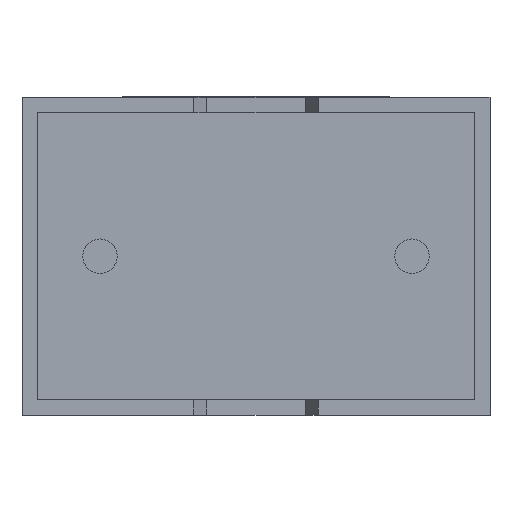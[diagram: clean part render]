
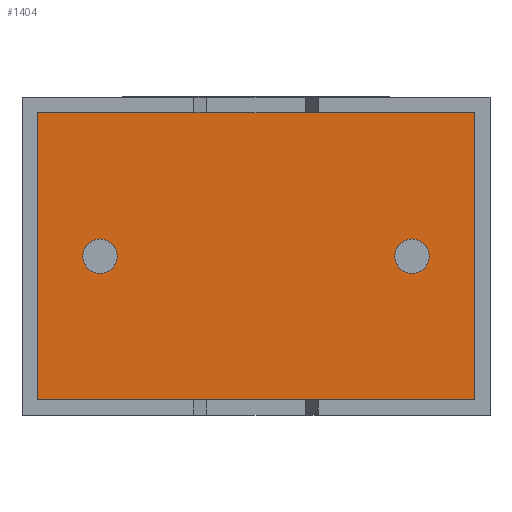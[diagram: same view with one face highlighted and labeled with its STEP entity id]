
A CAD part, front view. The second image highlights one B-rep face of the part: STEP entity #1404.
In plain terms, the highlighted planar face has unit normal (0, -1, 0).
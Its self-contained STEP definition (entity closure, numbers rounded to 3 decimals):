
#22 = EDGE_CURVE ( 'NONE', #555, #30, #1409, .T. ) ;
#27 = FACE_OUTER_BOUND ( 'NONE', #2420, .T. ) ;
#30 = VERTEX_POINT ( 'NONE', #2917 ) ;
#84 = EDGE_CURVE ( 'NONE', #30, #555, #2299, .T. ) ;
#107 = DIRECTION ( 'NONE',  ( 0., -1., 0. ) ) ;
#113 = DIRECTION ( 'NONE',  ( 0., 0., 1. ) ) ;
#207 = LINE ( 'NONE', #2258, #1221 ) ;
#498 = EDGE_CURVE ( 'NONE', #1272, #2312, #1850, .T. ) ;
#555 = VERTEX_POINT ( 'NONE', #2642 ) ;
#654 = DIRECTION ( 'NONE',  ( 0., -1., 0. ) ) ;
#695 = DIRECTION ( 'NONE',  ( 1., 0., 0. ) ) ;
#713 = AXIS2_PLACEMENT_3D ( 'NONE', #2028, #654, #2771 ) ;
#719 = DIRECTION ( 'NONE',  ( 0., 0., -1. ) ) ;
#775 = CARTESIAN_POINT ( 'NONE',  ( 0., 0.75, 0. ) ) ;
#820 = AXIS2_PLACEMENT_3D ( 'NONE', #1145, #2094, #719 ) ;
#838 = DIRECTION ( 'NONE',  ( 0., 0., -1. ) ) ;
#872 = CARTESIAN_POINT ( 'NONE',  ( 7.25, 0.75, 0.25 ) ) ;
#895 = CARTESIAN_POINT ( 'NONE',  ( 0.25, 0.75, 0.25 ) ) ;
#1015 = ORIENTED_EDGE ( 'NONE', *, *, #1335, .F. ) ;
#1051 = VERTEX_POINT ( 'NONE', #895 ) ;
#1054 = VECTOR ( 'NONE', #113, 1000. ) ;
#1067 = LINE ( 'NONE', #1659, #1416 ) ;
#1071 = CARTESIAN_POINT ( 'NONE',  ( 0.25, 0.75, 4.85 ) ) ;
#1137 = EDGE_CURVE ( 'NONE', #1051, #3036, #1067, .T. ) ;
#1145 = CARTESIAN_POINT ( 'NONE',  ( 1.25, 0.75, 2.55 ) ) ;
#1164 = CARTESIAN_POINT ( 'NONE',  ( 1.25, 0.75, 2.275 ) ) ;
#1219 = AXIS2_PLACEMENT_3D ( 'NONE', #2012, #2963, #838 ) ;
#1221 = VECTOR ( 'NONE', #1282, 1000. ) ;
#1272 = VERTEX_POINT ( 'NONE', #1164 ) ;
#1282 = DIRECTION ( 'NONE',  ( -1., 0., 0. ) ) ;
#1283 = CARTESIAN_POINT ( 'NONE',  ( 7.25, 0.75, 0.25 ) ) ;
#1321 = AXIS2_PLACEMENT_3D ( 'NONE', #775, #1708, #2666 ) ;
#1327 = LINE ( 'NONE', #1283, #1054 ) ;
#1335 = EDGE_CURVE ( 'NONE', #2312, #1272, #1758, .T. ) ;
#1404 = ADVANCED_FACE ( 'NONE', ( #2135, #27, #1442 ), #2895, .T. ) ;
#1408 = ORIENTED_EDGE ( 'NONE', *, *, #2819, .T. ) ;
#1409 = CIRCLE ( 'NONE', #2152, 0.275 ) ;
#1416 = VECTOR ( 'NONE', #695, 1000. ) ;
#1426 = ORIENTED_EDGE ( 'NONE', *, *, #84, .F. ) ;
#1442 = FACE_BOUND ( 'NONE', #1602, .T. ) ;
#1507 = EDGE_CURVE ( 'NONE', #2995, #1690, #207, .T. ) ;
#1602 = EDGE_LOOP ( 'NONE', ( #1015, #1694 ) ) ;
#1631 = VECTOR ( 'NONE', #2022, 1000. ) ;
#1659 = CARTESIAN_POINT ( 'NONE',  ( 0.25, 0.75, 0.25 ) ) ;
#1690 = VERTEX_POINT ( 'NONE', #2705 ) ;
#1694 = ORIENTED_EDGE ( 'NONE', *, *, #498, .F. ) ;
#1708 = DIRECTION ( 'NONE',  ( 0., -1., 0. ) ) ;
#1732 = LINE ( 'NONE', #1071, #1631 ) ;
#1758 = CIRCLE ( 'NONE', #1219, 0.275 ) ;
#1850 = CIRCLE ( 'NONE', #820, 0.275 ) ;
#1966 = DIRECTION ( 'NONE',  ( 0., 0., -1. ) ) ;
#2012 = CARTESIAN_POINT ( 'NONE',  ( 1.25, 0.75, 2.55 ) ) ;
#2022 = DIRECTION ( 'NONE',  ( 0., 0., -1. ) ) ;
#2028 = CARTESIAN_POINT ( 'NONE',  ( 6.25, 0.75, 2.55 ) ) ;
#2094 = DIRECTION ( 'NONE',  ( 0., -1., 0. ) ) ;
#2102 = EDGE_LOOP ( 'NONE', ( #1426, #2423 ) ) ;
#2135 = FACE_BOUND ( 'NONE', #2102, .T. ) ;
#2152 = AXIS2_PLACEMENT_3D ( 'NONE', #2221, #107, #1966 ) ;
#2221 = CARTESIAN_POINT ( 'NONE',  ( 6.25, 0.75, 2.55 ) ) ;
#2250 = ORIENTED_EDGE ( 'NONE', *, *, #1507, .T. ) ;
#2258 = CARTESIAN_POINT ( 'NONE',  ( 7.25, 0.75, 4.85 ) ) ;
#2299 = CIRCLE ( 'NONE', #713, 0.275 ) ;
#2312 = VERTEX_POINT ( 'NONE', #2644 ) ;
#2420 = EDGE_LOOP ( 'NONE', ( #1408, #2943, #2876, #2250 ) ) ;
#2423 = ORIENTED_EDGE ( 'NONE', *, *, #22, .F. ) ;
#2477 = EDGE_CURVE ( 'NONE', #3036, #2995, #1327, .T. ) ;
#2642 = CARTESIAN_POINT ( 'NONE',  ( 6.25, 0.75, 2.275 ) ) ;
#2644 = CARTESIAN_POINT ( 'NONE',  ( 1.25, 0.75, 2.825 ) ) ;
#2666 = DIRECTION ( 'NONE',  ( 0., 0., -1. ) ) ;
#2705 = CARTESIAN_POINT ( 'NONE',  ( 0.25, 0.75, 4.85 ) ) ;
#2771 = DIRECTION ( 'NONE',  ( 0., 0., -1. ) ) ;
#2809 = CARTESIAN_POINT ( 'NONE',  ( 7.25, 0.75, 4.85 ) ) ;
#2819 = EDGE_CURVE ( 'NONE', #1690, #1051, #1732, .T. ) ;
#2876 = ORIENTED_EDGE ( 'NONE', *, *, #2477, .T. ) ;
#2895 = PLANE ( 'NONE',  #1321 ) ;
#2917 = CARTESIAN_POINT ( 'NONE',  ( 6.25, 0.75, 2.825 ) ) ;
#2943 = ORIENTED_EDGE ( 'NONE', *, *, #1137, .T. ) ;
#2963 = DIRECTION ( 'NONE',  ( 0., -1., 0. ) ) ;
#2995 = VERTEX_POINT ( 'NONE', #2809 ) ;
#3036 = VERTEX_POINT ( 'NONE', #872 ) ;
